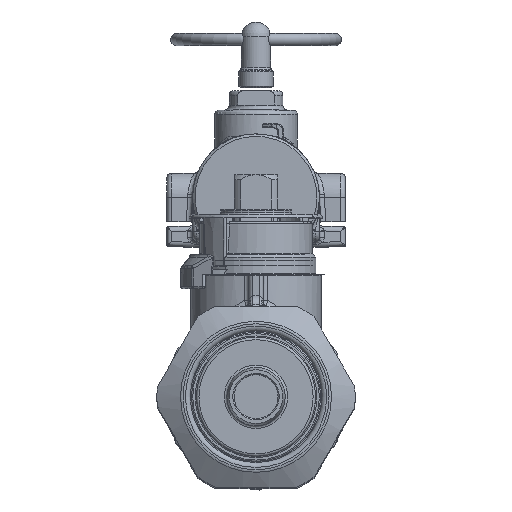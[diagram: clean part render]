
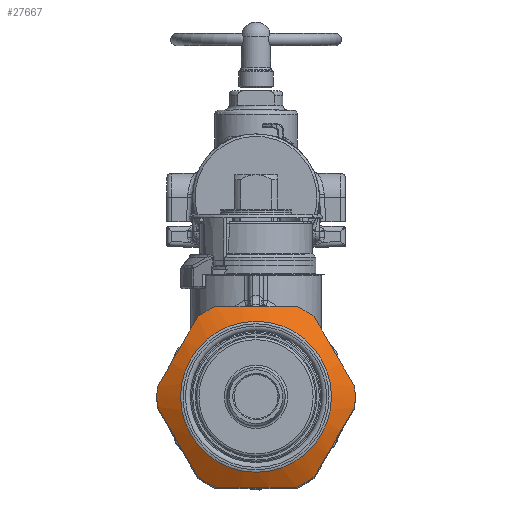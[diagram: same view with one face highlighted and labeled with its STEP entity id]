
A CAD part, top view. The second image highlights one B-rep face of the part: STEP entity #27667.
In plain terms, the highlighted conical face has half-angle 60 degrees and reference radius 17.78 mm.
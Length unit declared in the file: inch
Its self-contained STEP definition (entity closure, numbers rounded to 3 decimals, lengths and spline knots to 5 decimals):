
#70=(
BOUNDED_CURVE()
B_SPLINE_CURVE(2,(#122709,#122710,#122711),.UNSPECIFIED.,.F.,.F.)
B_SPLINE_CURVE_WITH_KNOTS((3,3),(0.,1.67512),.UNSPECIFIED.)
CURVE()
GEOMETRIC_REPRESENTATION_ITEM()
RATIONAL_B_SPLINE_CURVE((1.,1.096,1.))
REPRESENTATION_ITEM('')
);
#71=(
BOUNDED_CURVE()
B_SPLINE_CURVE(2,(#122715,#122716,#122717),.UNSPECIFIED.,.F.,.F.)
B_SPLINE_CURVE_WITH_KNOTS((3,3),(0.,1.67512),.UNSPECIFIED.)
CURVE()
GEOMETRIC_REPRESENTATION_ITEM()
RATIONAL_B_SPLINE_CURVE((1.,1.096,1.))
REPRESENTATION_ITEM('')
);
#72=(
BOUNDED_CURVE()
B_SPLINE_CURVE(2,(#122721,#122722,#122723),.UNSPECIFIED.,.F.,.F.)
B_SPLINE_CURVE_WITH_KNOTS((3,3),(0.,1.67512),.UNSPECIFIED.)
CURVE()
GEOMETRIC_REPRESENTATION_ITEM()
RATIONAL_B_SPLINE_CURVE((1.,1.096,1.))
REPRESENTATION_ITEM('')
);
#73=(
BOUNDED_CURVE()
B_SPLINE_CURVE(2,(#122727,#122728,#122729),.UNSPECIFIED.,.F.,.F.)
B_SPLINE_CURVE_WITH_KNOTS((3,3),(0.,1.67512),.UNSPECIFIED.)
CURVE()
GEOMETRIC_REPRESENTATION_ITEM()
RATIONAL_B_SPLINE_CURVE((1.,1.096,1.))
REPRESENTATION_ITEM('')
);
#74=(
BOUNDED_CURVE()
B_SPLINE_CURVE(2,(#122733,#122734,#122735),.UNSPECIFIED.,.F.,.F.)
B_SPLINE_CURVE_WITH_KNOTS((3,3),(0.,1.67512),.UNSPECIFIED.)
CURVE()
GEOMETRIC_REPRESENTATION_ITEM()
RATIONAL_B_SPLINE_CURVE((1.,1.096,1.))
REPRESENTATION_ITEM('')
);
#75=(
BOUNDED_CURVE()
B_SPLINE_CURVE(2,(#122739,#122740,#122741),.UNSPECIFIED.,.F.,.F.)
B_SPLINE_CURVE_WITH_KNOTS((3,3),(0.,1.67512),.UNSPECIFIED.)
CURVE()
GEOMETRIC_REPRESENTATION_ITEM()
RATIONAL_B_SPLINE_CURVE((1.,1.096,1.))
REPRESENTATION_ITEM('')
);
#1972=CONICAL_SURFACE('',#30632,0.7,1.047);
#3871=FACE_OUTER_BOUND('',#5747,.T.);
#5747=EDGE_LOOP('',(#25110,#25111,#25112,#25113,#25114,#25115,#25116,#25117,
#25118,#25119,#25120,#25121,#25122,#25123,#25124,#25125));
#8632=CIRCLE('',#30629,0.60928);
#8634=CIRCLE('',#30633,0.8);
#8635=CIRCLE('',#30634,0.8);
#8636=CIRCLE('',#30635,0.8);
#8637=CIRCLE('',#30636,0.8);
#8638=CIRCLE('',#30637,0.8);
#8639=CIRCLE('',#30638,0.8);
#8640=CIRCLE('',#30639,0.8);
#9591=LINE('',#122705,#10450);
#10450=VECTOR('',#37131,0.7);
#12797=VERTEX_POINT('',#122697);
#12799=VERTEX_POINT('',#122704);
#12800=VERTEX_POINT('',#122706);
#12801=VERTEX_POINT('',#122708);
#12802=VERTEX_POINT('',#122712);
#12803=VERTEX_POINT('',#122714);
#12804=VERTEX_POINT('',#122718);
#12805=VERTEX_POINT('',#122720);
#12806=VERTEX_POINT('',#122724);
#12807=VERTEX_POINT('',#122726);
#12808=VERTEX_POINT('',#122730);
#12809=VERTEX_POINT('',#122732);
#12810=VERTEX_POINT('',#122736);
#12811=VERTEX_POINT('',#122738);
#16920=EDGE_CURVE('',#12797,#12797,#8632,.T.);
#16922=EDGE_CURVE('',#12797,#12799,#9591,.T.);
#16923=EDGE_CURVE('',#12800,#12799,#8634,.T.);
#16924=EDGE_CURVE('',#12801,#12800,#70,.T.);
#16925=EDGE_CURVE('',#12802,#12801,#8635,.T.);
#16926=EDGE_CURVE('',#12803,#12802,#71,.T.);
#16927=EDGE_CURVE('',#12804,#12803,#8636,.T.);
#16928=EDGE_CURVE('',#12805,#12804,#72,.T.);
#16929=EDGE_CURVE('',#12806,#12805,#8637,.T.);
#16930=EDGE_CURVE('',#12807,#12806,#73,.T.);
#16931=EDGE_CURVE('',#12808,#12807,#8638,.T.);
#16932=EDGE_CURVE('',#12809,#12808,#74,.T.);
#16933=EDGE_CURVE('',#12810,#12809,#8639,.T.);
#16934=EDGE_CURVE('',#12811,#12810,#75,.T.);
#16935=EDGE_CURVE('',#12799,#12811,#8640,.T.);
#25110=ORIENTED_EDGE('',*,*,#16920,.F.);
#25111=ORIENTED_EDGE('',*,*,#16922,.T.);
#25112=ORIENTED_EDGE('',*,*,#16923,.F.);
#25113=ORIENTED_EDGE('',*,*,#16924,.F.);
#25114=ORIENTED_EDGE('',*,*,#16925,.F.);
#25115=ORIENTED_EDGE('',*,*,#16926,.F.);
#25116=ORIENTED_EDGE('',*,*,#16927,.F.);
#25117=ORIENTED_EDGE('',*,*,#16928,.F.);
#25118=ORIENTED_EDGE('',*,*,#16929,.F.);
#25119=ORIENTED_EDGE('',*,*,#16930,.F.);
#25120=ORIENTED_EDGE('',*,*,#16931,.F.);
#25121=ORIENTED_EDGE('',*,*,#16932,.F.);
#25122=ORIENTED_EDGE('',*,*,#16933,.F.);
#25123=ORIENTED_EDGE('',*,*,#16934,.F.);
#25124=ORIENTED_EDGE('',*,*,#16935,.F.);
#25125=ORIENTED_EDGE('',*,*,#16922,.F.);
#27667=ADVANCED_FACE('',(#3871),#1972,.T.);
#30629=AXIS2_PLACEMENT_3D('',#122699,#37123,#37124);
#30632=AXIS2_PLACEMENT_3D('',#122703,#37129,#37130);
#30633=AXIS2_PLACEMENT_3D('',#122707,#37132,#37133);
#30634=AXIS2_PLACEMENT_3D('',#122713,#37134,#37135);
#30635=AXIS2_PLACEMENT_3D('',#122719,#37136,#37137);
#30636=AXIS2_PLACEMENT_3D('',#122725,#37138,#37139);
#30637=AXIS2_PLACEMENT_3D('',#122731,#37140,#37141);
#30638=AXIS2_PLACEMENT_3D('',#122737,#37142,#37143);
#30639=AXIS2_PLACEMENT_3D('',#122742,#37144,#37145);
#37123=DIRECTION('center_axis',(0.,0.,
1.));
#37124=DIRECTION('ref_axis',(-1.,0.,0.));
#37129=DIRECTION('center_axis',(0.,0.,-1.));
#37130=DIRECTION('ref_axis',(1.,0.,0.));
#37131=DIRECTION('',(-0.866,0.,-0.5));
#37132=DIRECTION('center_axis',(0.,0.,-1.));
#37133=DIRECTION('ref_axis',(-1.,0.,0.));
#37134=DIRECTION('center_axis',(0.,0.,-1.));
#37135=DIRECTION('ref_axis',(-1.,0.,0.));
#37136=DIRECTION('center_axis',(0.,0.,-1.));
#37137=DIRECTION('ref_axis',(-1.,0.,0.));
#37138=DIRECTION('center_axis',(0.,0.,-1.));
#37139=DIRECTION('ref_axis',(-1.,0.,0.));
#37140=DIRECTION('center_axis',(0.,0.,-1.));
#37141=DIRECTION('ref_axis',(-1.,0.,0.));
#37142=DIRECTION('center_axis',(0.,0.,-1.));
#37143=DIRECTION('ref_axis',(-1.,0.,0.));
#37144=DIRECTION('center_axis',(0.,0.,-1.));
#37145=DIRECTION('ref_axis',(-1.,0.,0.));
#122697=CARTESIAN_POINT('',(-0.60928,0.,0.62464));
#122699=CARTESIAN_POINT('Origin',(0.,0.,
0.62464));
#122703=CARTESIAN_POINT('Origin',(0.,0.,0.57226));
#122704=CARTESIAN_POINT('',(-0.8,0.,0.51453));
#122705=CARTESIAN_POINT('',(-0.7,0.,0.57226));
#122706=CARTESIAN_POINT('',(-0.79583,-0.08158,0.51453));
#122707=CARTESIAN_POINT('Origin',(0.,0.,0.51453));
#122708=CARTESIAN_POINT('',(-0.46857,-0.64842,0.51453));
#122709=CARTESIAN_POINT('Ctrl Pts',(-0.46857,-0.64842,
0.51453));
#122710=CARTESIAN_POINT('Ctrl Pts',(-0.6322,-0.365,0.59182));
#122711=CARTESIAN_POINT('Ctrl Pts',(-0.79583,-0.08158,
0.51453));
#122712=CARTESIAN_POINT('',(-0.32726,-0.73,0.51453));
#122713=CARTESIAN_POINT('Origin',(0.,0.,0.51453));
#122714=CARTESIAN_POINT('',(0.32726,-0.73,0.51453));
#122715=CARTESIAN_POINT('Ctrl Pts',(0.32726,-0.73,0.51453));
#122716=CARTESIAN_POINT('Ctrl Pts',(0.,-0.73,0.59182));
#122717=CARTESIAN_POINT('Ctrl Pts',(-0.32726,-0.73,0.51453));
#122718=CARTESIAN_POINT('',(0.46857,-0.64842,0.51453));
#122719=CARTESIAN_POINT('Origin',(0.,0.,0.51453));
#122720=CARTESIAN_POINT('',(0.79583,-0.08158,0.51453));
#122721=CARTESIAN_POINT('Ctrl Pts',(0.79583,-0.08158,
0.51453));
#122722=CARTESIAN_POINT('Ctrl Pts',(0.6322,-0.365,
0.59182));
#122723=CARTESIAN_POINT('Ctrl Pts',(0.46857,-0.64842,
0.51453));
#122724=CARTESIAN_POINT('',(0.79583,0.08158,0.51453));
#122725=CARTESIAN_POINT('Origin',(0.,0.,0.51453));
#122726=CARTESIAN_POINT('',(0.46857,0.64842,0.51453));
#122727=CARTESIAN_POINT('Ctrl Pts',(0.46857,0.64842,
0.51453));
#122728=CARTESIAN_POINT('Ctrl Pts',(0.6322,0.365,0.59182));
#122729=CARTESIAN_POINT('Ctrl Pts',(0.79583,0.08158,
0.51453));
#122730=CARTESIAN_POINT('',(0.32726,0.73,0.51453));
#122731=CARTESIAN_POINT('Origin',(0.,0.,0.51453));
#122732=CARTESIAN_POINT('',(-0.32726,0.73,0.51453));
#122733=CARTESIAN_POINT('Ctrl Pts',(-0.32726,0.73,
0.51453));
#122734=CARTESIAN_POINT('Ctrl Pts',(0.,0.73,0.59182));
#122735=CARTESIAN_POINT('Ctrl Pts',(0.32726,0.73,0.51453));
#122736=CARTESIAN_POINT('',(-0.46857,0.64842,0.51453));
#122737=CARTESIAN_POINT('Origin',(0.,0.,0.51453));
#122738=CARTESIAN_POINT('',(-0.79583,0.08158,0.51453));
#122739=CARTESIAN_POINT('Ctrl Pts',(-0.79583,0.08158,
0.51453));
#122740=CARTESIAN_POINT('Ctrl Pts',(-0.6322,0.365,
0.59182));
#122741=CARTESIAN_POINT('Ctrl Pts',(-0.46857,0.64842,
0.51453));
#122742=CARTESIAN_POINT('Origin',(0.,0.,0.51453));
